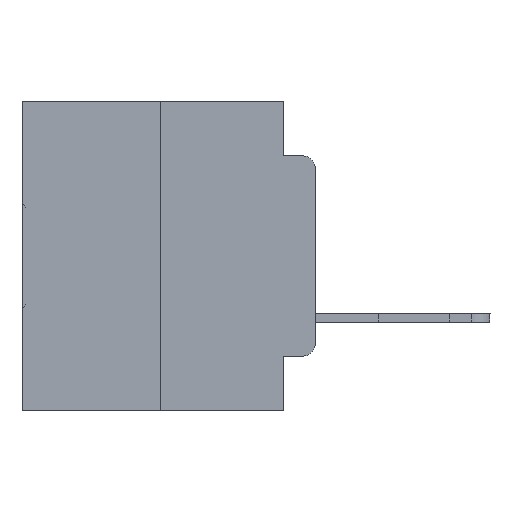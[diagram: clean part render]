
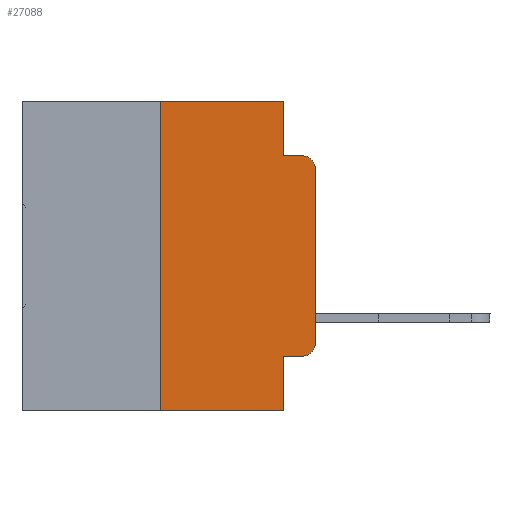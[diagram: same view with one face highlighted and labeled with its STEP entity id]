
A CAD part, left-side view. The second image highlights one B-rep face of the part: STEP entity #27088.
In plain terms, the highlighted planar face has unit normal (-1, 0, 0).
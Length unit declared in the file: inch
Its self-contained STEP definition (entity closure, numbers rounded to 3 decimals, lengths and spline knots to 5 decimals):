
#17 = EDGE_CURVE ( 'NONE', #26933, #3940, #14965, .T. ) ;
#218 = EDGE_CURVE ( 'NONE', #21460, #26933, #22894, .T. ) ;
#381 = VERTEX_POINT ( 'NONE', #9937 ) ;
#621 = PLANE ( 'NONE',  #13465 ) ;
#808 = VECTOR ( 'NONE', #26613, 39.37008 ) ;
#1934 = EDGE_CURVE ( 'NONE', #3940, #381, #11599, .T. ) ;
#2101 = ORIENTED_EDGE ( 'NONE', *, *, #25995, .F. ) ;
#2265 = ORIENTED_EDGE ( 'NONE', *, *, #20345, .T. ) ;
#2612 = CARTESIAN_POINT ( 'NONE',  ( 0., 0.25, 0. ) ) ;
#3090 = ORIENTED_EDGE ( 'NONE', *, *, #9965, .T. ) ;
#3174 = CARTESIAN_POINT ( 'NONE',  ( 0., 0.02, -0.1085 ) ) ;
#3229 = LINE ( 'NONE', #2612, #808 ) ;
#3584 = DIRECTION ( 'NONE',  ( 0., 0., -1. ) ) ;
#3620 = VECTOR ( 'NONE', #9443, 39.37008 ) ;
#3940 = VERTEX_POINT ( 'NONE', #12805 ) ;
#4430 = CARTESIAN_POINT ( 'NONE',  ( 0., 0.02, -0.3915 ) ) ;
#4597 = CIRCLE ( 'NONE', #15077, 0.02 ) ;
#5130 = CARTESIAN_POINT ( 'NONE',  ( 0., 0.473, -0.5 ) ) ;
#5483 = VERTEX_POINT ( 'NONE', #16238 ) ;
#5800 = VECTOR ( 'NONE', #25396, 39.37008 ) ;
#6010 = ORIENTED_EDGE ( 'NONE', *, *, #16106, .T. ) ;
#6422 = DIRECTION ( 'NONE',  ( 0., 0., 1. ) ) ;
#6736 = VECTOR ( 'NONE', #24452, 39.37008 ) ;
#6942 = CARTESIAN_POINT ( 'NONE',  ( 0., 0.051, -0.4115 ) ) ;
#7456 = DIRECTION ( 'NONE',  ( 0., -1., 0. ) ) ;
#7733 = ORIENTED_EDGE ( 'NONE', *, *, #10946, .T. ) ;
#7978 = CARTESIAN_POINT ( 'NONE',  ( 0., 0.02, -0.4115 ) ) ;
#8395 = CARTESIAN_POINT ( 'NONE',  ( 0., 0.25, 0. ) ) ;
#8398 = CARTESIAN_POINT ( 'NONE',  ( 0., 0.051, 0. ) ) ;
#8531 = ORIENTED_EDGE ( 'NONE', *, *, #17, .F. ) ;
#9412 = CARTESIAN_POINT ( 'NONE',  ( 0., 0., -0.3915 ) ) ;
#9443 = DIRECTION ( 'NONE',  ( 0., -1., 0. ) ) ;
#9937 = CARTESIAN_POINT ( 'NONE',  ( 0., 0.02, -0.0885 ) ) ;
#9965 = EDGE_CURVE ( 'NONE', #26786, #10053, #13366, .T. ) ;
#10053 = VERTEX_POINT ( 'NONE', #9412 ) ;
#10221 = ORIENTED_EDGE ( 'NONE', *, *, #1934, .F. ) ;
#10946 = EDGE_CURVE ( 'NONE', #26120, #23628, #16536, .T. ) ;
#11156 = DIRECTION ( 'NONE',  ( 0., 0., -1. ) ) ;
#11599 = LINE ( 'NONE', #13483, #22021 ) ;
#12216 = DIRECTION ( 'NONE',  ( 0., 0., -1. ) ) ;
#12467 = CARTESIAN_POINT ( 'NONE',  ( 0., 0., -0.1085 ) ) ;
#12469 = FACE_OUTER_BOUND ( 'NONE', #26078, .T. ) ;
#12805 = CARTESIAN_POINT ( 'NONE',  ( 0., 0.051, -0.0885 ) ) ;
#12921 = VECTOR ( 'NONE', #7456, 39.37008 ) ;
#13366 = CIRCLE ( 'NONE', #19855, 0.02 ) ;
#13392 = DIRECTION ( 'NONE',  ( 0., 0., -1. ) ) ;
#13465 = AXIS2_PLACEMENT_3D ( 'NONE', #24779, #21985, #3584 ) ;
#13483 = CARTESIAN_POINT ( 'NONE',  ( 0., 0.051, -0.0885 ) ) ;
#14965 = LINE ( 'NONE', #21516, #6736 ) ;
#15077 = AXIS2_PLACEMENT_3D ( 'NONE', #3174, #22194, #12216 ) ;
#15483 = EDGE_CURVE ( 'NONE', #5483, #26786, #30535, .T. ) ;
#16105 = LINE ( 'NONE', #27796, #26125 ) ;
#16106 = EDGE_CURVE ( 'NONE', #29867, #381, #4597, .T. ) ;
#16238 = CARTESIAN_POINT ( 'NONE',  ( 0., 0.051, -0.4115 ) ) ;
#16536 = LINE ( 'NONE', #5130, #12921 ) ;
#18178 = DIRECTION ( 'NONE',  ( 0., -1., 0. ) ) ;
#18646 = ORIENTED_EDGE ( 'NONE', *, *, #15483, .T. ) ;
#19855 = AXIS2_PLACEMENT_3D ( 'NONE', #4430, #21265, #11156 ) ;
#20345 = EDGE_CURVE ( 'NONE', #10053, #29867, #16105, .T. ) ;
#20460 = CARTESIAN_POINT ( 'NONE',  ( 0., 0.051, 0. ) ) ;
#20864 = CARTESIAN_POINT ( 'NONE',  ( 0., 0.473, 0. ) ) ;
#21265 = DIRECTION ( 'NONE',  ( -1., 0., 0. ) ) ;
#21460 = VERTEX_POINT ( 'NONE', #8395 ) ;
#21516 = CARTESIAN_POINT ( 'NONE',  ( 0., 0.051, 0. ) ) ;
#21730 = EDGE_CURVE ( 'NONE', #26120, #21460, #3229, .T. ) ;
#21985 = DIRECTION ( 'NONE',  ( 1., 0., 0. ) ) ;
#22021 = VECTOR ( 'NONE', #18178, 39.37008 ) ;
#22194 = DIRECTION ( 'NONE',  ( -1., 0., 0. ) ) ;
#22894 = LINE ( 'NONE', #20864, #5800 ) ;
#23628 = VERTEX_POINT ( 'NONE', #27519 ) ;
#24452 = DIRECTION ( 'NONE',  ( 0., 0., -1. ) ) ;
#24779 = CARTESIAN_POINT ( 'NONE',  ( 0., 0.473, 0. ) ) ;
#25371 = ORIENTED_EDGE ( 'NONE', *, *, #21730, .F. ) ;
#25396 = DIRECTION ( 'NONE',  ( 0., -1., 0. ) ) ;
#25544 = LINE ( 'NONE', #8398, #25827 ) ;
#25686 = CARTESIAN_POINT ( 'NONE',  ( 0., 0.25, -0.5 ) ) ;
#25827 = VECTOR ( 'NONE', #13392, 39.37008 ) ;
#25995 = EDGE_CURVE ( 'NONE', #5483, #23628, #25544, .T. ) ;
#26078 = EDGE_LOOP ( 'NONE', ( #2265, #6010, #10221, #8531, #30357, #25371, #7733, #2101, #18646, #3090 ) ) ;
#26120 = VERTEX_POINT ( 'NONE', #25686 ) ;
#26125 = VECTOR ( 'NONE', #6422, 39.37008 ) ;
#26613 = DIRECTION ( 'NONE',  ( 0., 0., 1. ) ) ;
#26786 = VERTEX_POINT ( 'NONE', #7978 ) ;
#26933 = VERTEX_POINT ( 'NONE', #20460 ) ;
#27088 = ADVANCED_FACE ( 'NONE', ( #12469 ), #621, .F. ) ;
#27519 = CARTESIAN_POINT ( 'NONE',  ( 0., 0.051, -0.5 ) ) ;
#27796 = CARTESIAN_POINT ( 'NONE',  ( 0., 0., 0. ) ) ;
#29867 = VERTEX_POINT ( 'NONE', #12467 ) ;
#30357 = ORIENTED_EDGE ( 'NONE', *, *, #218, .F. ) ;
#30535 = LINE ( 'NONE', #6942, #3620 ) ;
